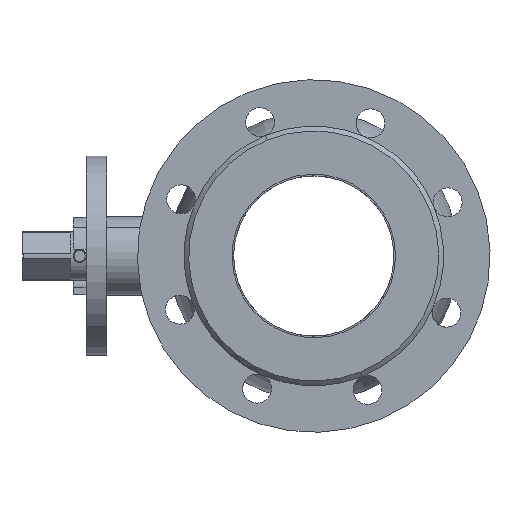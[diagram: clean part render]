
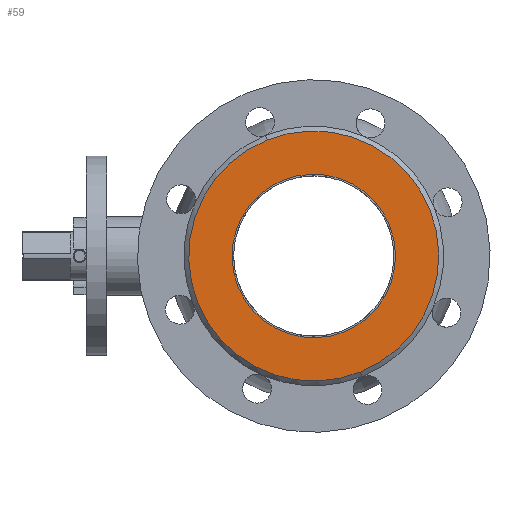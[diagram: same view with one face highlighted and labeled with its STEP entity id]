
A CAD part, left-side view. The second image highlights one B-rep face of the part: STEP entity #59.
In plain terms, the highlighted face is planar.
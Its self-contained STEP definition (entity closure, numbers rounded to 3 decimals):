
#23 = DIRECTION ( 'NONE',  ( 1., 0., 0. ) ) ;
#59 = ADVANCED_FACE ( 'NONE', ( #2900, #4302 ), #5175, .T. ) ;
#91 = CARTESIAN_POINT ( 'NONE',  ( 78., 0., 22. ) ) ;
#366 = CIRCLE ( 'NONE', #4473, 78. ) ;
#754 = DIRECTION ( 'NONE',  ( 1., 0., 0. ) ) ;
#999 = CARTESIAN_POINT ( 'NONE',  ( 0., 0., 22. ) ) ;
#1028 = CARTESIAN_POINT ( 'NONE',  ( 0., 0., 22. ) ) ;
#1214 = ORIENTED_EDGE ( 'NONE', *, *, #2798, .F. ) ;
#1336 = ORIENTED_EDGE ( 'NONE', *, *, #5440, .F. ) ;
#1499 = ORIENTED_EDGE ( 'NONE', *, *, #5970, .T. ) ;
#1665 = CARTESIAN_POINT ( 'NONE',  ( -51., 0., 22. ) ) ;
#1860 = DIRECTION ( 'NONE',  ( 0., 0., 1. ) ) ;
#2134 = CARTESIAN_POINT ( 'NONE',  ( 0., 0., 22. ) ) ;
#2150 = VERTEX_POINT ( 'NONE', #2651 ) ;
#2425 = DIRECTION ( 'NONE',  ( 1., 0., 0. ) ) ;
#2627 = AXIS2_PLACEMENT_3D ( 'NONE', #999, #1860, #2425 ) ;
#2651 = CARTESIAN_POINT ( 'NONE',  ( 51., 0., 22. ) ) ;
#2652 = CIRCLE ( 'NONE', #5044, 78. ) ;
#2765 = EDGE_LOOP ( 'NONE', ( #1336, #1214 ) ) ;
#2798 = EDGE_CURVE ( 'NONE', #3434, #2150, #3188, .T. ) ;
#2810 = ORIENTED_EDGE ( 'NONE', *, *, #4937, .T. ) ;
#2900 = FACE_OUTER_BOUND ( 'NONE', #5590, .T. ) ;
#3134 = VERTEX_POINT ( 'NONE', #3386 ) ;
#3140 = DIRECTION ( 'NONE',  ( 0., 0., 1. ) ) ;
#3188 = CIRCLE ( 'NONE', #4794, 51. ) ;
#3365 = CIRCLE ( 'NONE', #5153, 51. ) ;
#3386 = CARTESIAN_POINT ( 'NONE',  ( -78., 0., 22. ) ) ;
#3422 = DIRECTION ( 'NONE',  ( 1., 0., 0. ) ) ;
#3434 = VERTEX_POINT ( 'NONE', #1665 ) ;
#3624 = CARTESIAN_POINT ( 'NONE',  ( 0., 0., 22. ) ) ;
#3841 = DIRECTION ( 'NONE',  ( 0., 0., 1. ) ) ;
#3880 = VERTEX_POINT ( 'NONE', #91 ) ;
#4302 = FACE_BOUND ( 'NONE', #2765, .T. ) ;
#4473 = AXIS2_PLACEMENT_3D ( 'NONE', #1028, #3841, #23 ) ;
#4794 = AXIS2_PLACEMENT_3D ( 'NONE', #5575, #3140, #754 ) ;
#4937 = EDGE_CURVE ( 'NONE', #3134, #3880, #2652, .T. ) ;
#5044 = AXIS2_PLACEMENT_3D ( 'NONE', #3624, #5910, #5441 ) ;
#5153 = AXIS2_PLACEMENT_3D ( 'NONE', #2134, #5420, #3422 ) ;
#5175 = PLANE ( 'NONE',  #2627 ) ;
#5420 = DIRECTION ( 'NONE',  ( 0., 0., 1. ) ) ;
#5440 = EDGE_CURVE ( 'NONE', #2150, #3434, #3365, .T. ) ;
#5441 = DIRECTION ( 'NONE',  ( 1., 0., 0. ) ) ;
#5575 = CARTESIAN_POINT ( 'NONE',  ( 0., 0., 22. ) ) ;
#5590 = EDGE_LOOP ( 'NONE', ( #2810, #1499 ) ) ;
#5910 = DIRECTION ( 'NONE',  ( 0., 0., 1. ) ) ;
#5970 = EDGE_CURVE ( 'NONE', #3880, #3134, #366, .T. ) ;
